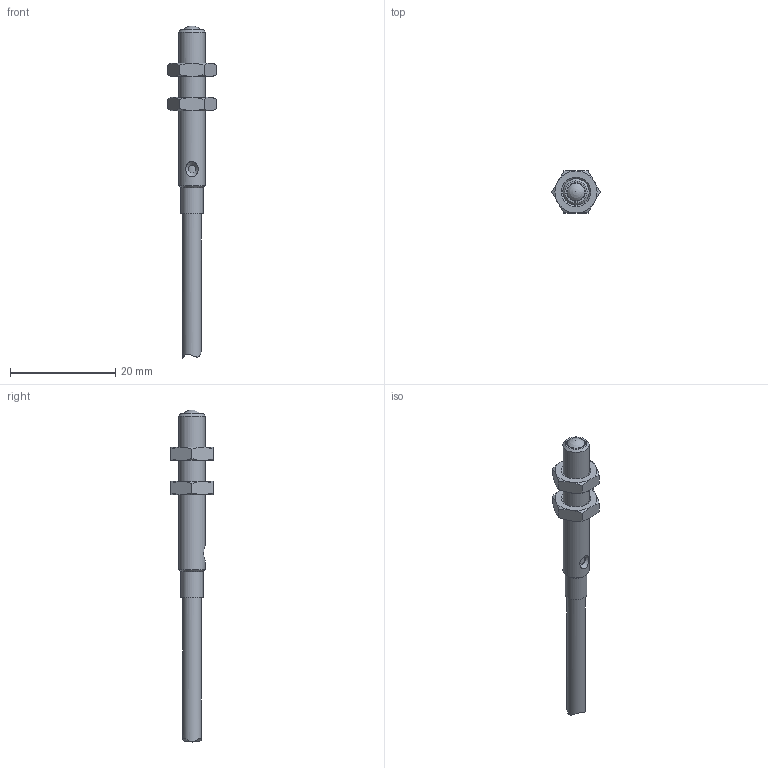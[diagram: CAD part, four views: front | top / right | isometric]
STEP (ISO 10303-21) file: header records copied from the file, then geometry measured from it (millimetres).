
FILE_DESCRIPTION (( 'STEP AP214' ), '1' );
FILE_NAME ('LLR-M05MA-NMK-404.STEP', '2019-08-13T13:14:36', ( '' ), ( '' ), 'SwSTEP 2.0', 'SolidWorks 2018', '' );
FILE_SCHEMA (( 'AUTOMOTIVE_DESIGN' ));
Length unit declared in the file: inch
Products named in the file (1): LLR-M05MA-NMK-404
Bounding box: 9.24 x 8 x 63.17 mm (x, y, z)
Volume: 1205 mm3; surface area: 1365.8 mm2
Topology: 4 solids, 4 shells, 65 faces, 134 edges, 80 vertices
Faces by surface type: cone 31, plane 21, cylinder 10, torus 2, bspline 1
Full cylindrical faces by diameter (mm): 3.5 x1, 3.55 x2, 4.2 x1, 5 x3
Entity records: 1822 total; most frequent: CARTESIAN_POINT 545, DIRECTION 234, ORIENTED_EDGE 220, AXIS2_PLACEMENT_3D 111, EDGE_CURVE 110, EDGE_LOOP 88, VERTEX_POINT 72, FACE_OUTER_BOUND 72
